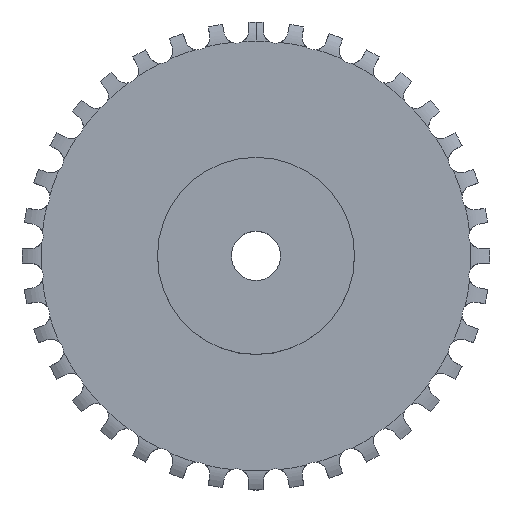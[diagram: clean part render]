
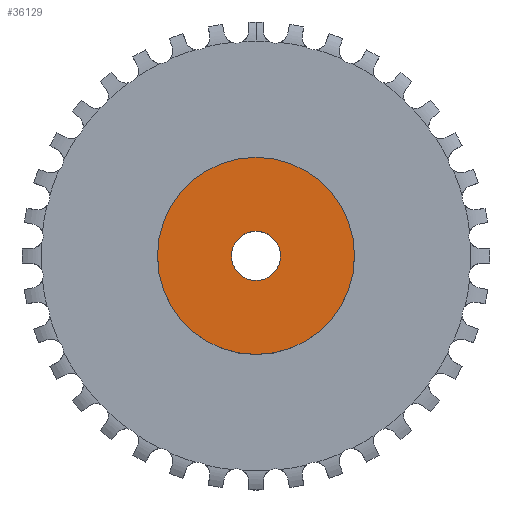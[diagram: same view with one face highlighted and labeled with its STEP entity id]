
A CAD part, top view. The second image highlights one B-rep face of the part: STEP entity #36129.
In plain terms, the highlighted planar face has unit normal (0, 0, 1).
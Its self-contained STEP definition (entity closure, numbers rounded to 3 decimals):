
#10530 = CYLINDRICAL_SURFACE('',#10531,20.);
#10531 = AXIS2_PLACEMENT_3D('',#10532,#10533,#10534);
#10532 = CARTESIAN_POINT('',(0.,0.,0.));
#10533 = DIRECTION('',(-0.,-0.,-1.));
#10534 = DIRECTION('',(1.,0.,0.));
#29588 = CYLINDRICAL_SURFACE('',#29589,5.);
#29589 = AXIS2_PLACEMENT_3D('',#29590,#29591,#29592);
#29590 = CARTESIAN_POINT('',(0.,0.,136.653));
#29591 = DIRECTION('',(0.,0.,1.));
#29592 = DIRECTION('',(1.,0.,-0.));
#33832 = VERTEX_POINT('',#33833);
#33833 = CARTESIAN_POINT('',(20.,0.,16.));
#33854 = EDGE_CURVE('',#33832,#33832,#33855,.T.);
#33855 = SURFACE_CURVE('',#33856,(#33861,#33868),.PCURVE_S1.);
#33856 = CIRCLE('',#33857,20.);
#33857 = AXIS2_PLACEMENT_3D('',#33858,#33859,#33860);
#33858 = CARTESIAN_POINT('',(0.,0.,16.));
#33859 = DIRECTION('',(0.,0.,1.));
#33860 = DIRECTION('',(1.,0.,0.));
#33861 = PCURVE('',#10530,#33862);
#33862 = DEFINITIONAL_REPRESENTATION('',(#33863),#33867);
#33863 = LINE('',#33864,#33865);
#33864 = CARTESIAN_POINT('',(-0.,-16.));
#33865 = VECTOR('',#33866,1.);
#33866 = DIRECTION('',(-1.,0.));
#33867 = ( GEOMETRIC_REPRESENTATION_CONTEXT(2) 
PARAMETRIC_REPRESENTATION_CONTEXT() REPRESENTATION_CONTEXT('2D SPACE',''
  ) );
#33868 = PCURVE('',#33869,#33874);
#33869 = PLANE('',#33870);
#33870 = AXIS2_PLACEMENT_3D('',#33871,#33872,#33873);
#33871 = CARTESIAN_POINT('',(0.,0.,16.));
#33872 = DIRECTION('',(-0.,0.,1.));
#33873 = DIRECTION('',(0.,-1.,0.));
#33874 = DEFINITIONAL_REPRESENTATION('',(#33875),#33879);
#33875 = CIRCLE('',#33876,20.);
#33876 = AXIS2_PLACEMENT_2D('',#33877,#33878);
#33877 = CARTESIAN_POINT('',(0.,0.));
#33878 = DIRECTION('',(0.,1.));
#33879 = ( GEOMETRIC_REPRESENTATION_CONTEXT(2) 
PARAMETRIC_REPRESENTATION_CONTEXT() REPRESENTATION_CONTEXT('2D SPACE',''
  ) );
#36083 = EDGE_CURVE('',#36084,#36084,#36086,.T.);
#36084 = VERTEX_POINT('',#36085);
#36085 = CARTESIAN_POINT('',(5.,0.,16.));
#36086 = SURFACE_CURVE('',#36087,(#36092,#36099),.PCURVE_S1.);
#36087 = CIRCLE('',#36088,5.);
#36088 = AXIS2_PLACEMENT_3D('',#36089,#36090,#36091);
#36089 = CARTESIAN_POINT('',(0.,0.,16.));
#36090 = DIRECTION('',(0.,0.,1.));
#36091 = DIRECTION('',(1.,0.,-0.));
#36092 = PCURVE('',#29588,#36093);
#36093 = DEFINITIONAL_REPRESENTATION('',(#36094),#36098);
#36094 = LINE('',#36095,#36096);
#36095 = CARTESIAN_POINT('',(0.,-120.653));
#36096 = VECTOR('',#36097,1.);
#36097 = DIRECTION('',(1.,0.));
#36098 = ( GEOMETRIC_REPRESENTATION_CONTEXT(2) 
PARAMETRIC_REPRESENTATION_CONTEXT() REPRESENTATION_CONTEXT('2D SPACE',''
  ) );
#36099 = PCURVE('',#33869,#36100);
#36100 = DEFINITIONAL_REPRESENTATION('',(#36101),#36105);
#36101 = CIRCLE('',#36102,5.);
#36102 = AXIS2_PLACEMENT_2D('',#36103,#36104);
#36103 = CARTESIAN_POINT('',(0.,0.));
#36104 = DIRECTION('',(0.,1.));
#36105 = ( GEOMETRIC_REPRESENTATION_CONTEXT(2) 
PARAMETRIC_REPRESENTATION_CONTEXT() REPRESENTATION_CONTEXT('2D SPACE',''
  ) );
#36129 = ADVANCED_FACE('',(#36130,#36133),#33869,.T.);
#36130 = FACE_BOUND('',#36131,.T.);
#36131 = EDGE_LOOP('',(#36132));
#36132 = ORIENTED_EDGE('',*,*,#33854,.T.);
#36133 = FACE_BOUND('',#36134,.T.);
#36134 = EDGE_LOOP('',(#36135));
#36135 = ORIENTED_EDGE('',*,*,#36083,.F.);
